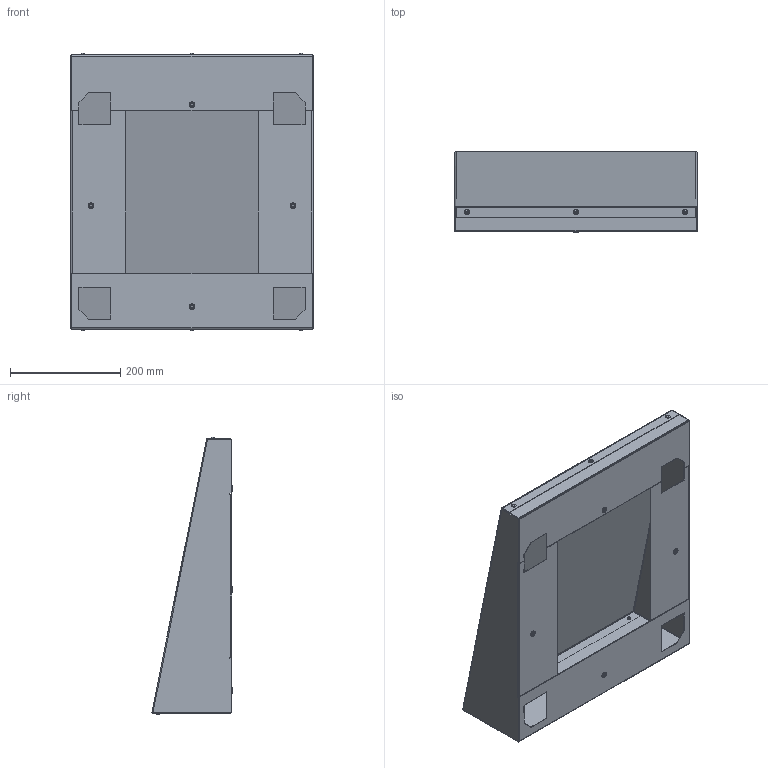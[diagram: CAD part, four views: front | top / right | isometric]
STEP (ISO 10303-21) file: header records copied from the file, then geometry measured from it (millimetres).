
FILE_DESCRIPTION (( 'STEP AP214' ), '1' );
FILE_NAME ('Êîçûðåê äëÿ FORT 400õ400 EKF PROxima.STEP', '2020-11-17T09:04:45', ( '' ), ( '' ), 'SwSTEP 2.0', 'SolidWorks 2019', '' );
FILE_SCHEMA (( 'AUTOMOTIVE_DESIGN' ));
Length unit declared in the file: millimetre
Products named in the file (6): 倘-1622.00.00.003 鱼铍铌 玎漤栝_寛-1622.00.00.003-03; Êîçûðåê äëÿ FORT 400õ400 EKF PROxima; rivet 07_din_DIN 674-4x6-St-A-1.5; 倘-1622.00.00.002 鱼铍铌 镥疱漤栝_寛-1622.00.00.002-03; Çàêëåïêà-ãàéêà Ì6 óìåíüøåííûé áîðò; 倘-1622.00.00.001 署赅_寛-1622.00.00.001-11
Assembly tree (13 placements, depth 2):
  Êîçûðåê äëÿ FORT 400õ400 EKF PROxima
    倘-1622.00.00.001 署赅_寛-1622.00.00.001-11
    倘-1622.00.00.002 鱼铍铌 镥疱漤栝_寛-1622.00.00.002-03
    倘-1622.00.00.003 鱼铍铌 玎漤栝_寛-1622.00.00.003-03
    Çàêëåïêà-ãàéêà Ì6 óìåíüøåííûé áîðò  x4
    rivet 07_din_DIN 674-4x6-St-A-1.5  x6
Bounding box: 440 x 145.87 x 504 mm (x, y, z)
Volume: 549120.6 mm3; surface area: 1103621.4 mm2
Topology: 13 solids, 13 shells, 330 faces, 728 edges, 444 vertices
Faces by surface type: plane 138, cylinder 100, cone 56, sphere 24, torus 8, bspline 4
Entity records: 6264 total; most frequent: CARTESIAN_POINT 1198, DIRECTION 1030, ORIENTED_EDGE 956, EDGE_CURVE 478, AXIS2_PLACEMENT_3D 348, VECTOR 334, LINE 334, VERTEX_POINT 292
